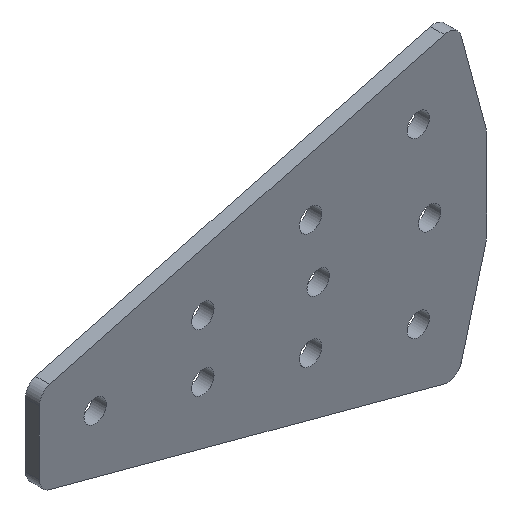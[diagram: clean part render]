
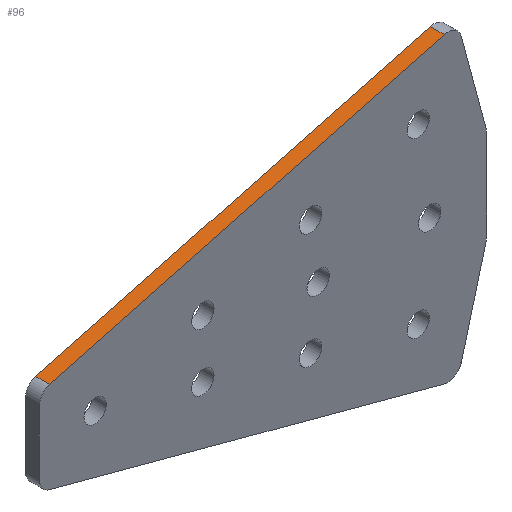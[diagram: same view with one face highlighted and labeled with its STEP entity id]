
A CAD part, isometric view. The second image highlights one B-rep face of the part: STEP entity #96.
In plain terms, the highlighted planar face has unit normal (-0.259, 0, 0.966).
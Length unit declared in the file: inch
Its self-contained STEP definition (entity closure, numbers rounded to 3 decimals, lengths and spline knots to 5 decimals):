
#42 = EDGE_CURVE ( 'NONE', #576, #514, #224, .T. ) ;
#96 = ADVANCED_FACE ( 'NONE', ( #284 ), #287, .F. ) ;
#113 = AXIS2_PLACEMENT_3D ( 'NONE', #288, #289, #292 ) ;
#130 = EDGE_CURVE ( 'NONE', #151, #514, #300, .T. ) ;
#135 = CARTESIAN_POINT ( 'NONE',  ( 3.13059, 0., 1.35648 ) ) ;
#141 = EDGE_LOOP ( 'NONE', ( #718, #720, #722, #726 ) ) ;
#151 = VERTEX_POINT ( 'NONE', #312 ) ;
#205 = CARTESIAN_POINT ( 'NONE',  ( -0.40735, 0.125, 0.40849 ) ) ;
#224 = LINE ( 'NONE', #225, #651 ) ;
#225 = CARTESIAN_POINT ( 'NONE',  ( 3.13059, 0.125, 1.35648 ) ) ;
#226 = DIRECTION ( 'NONE',  ( 0., 1., 0. ) ) ;
#251 = EDGE_CURVE ( 'NONE', #628, #576, #405, .T. ) ;
#257 = CARTESIAN_POINT ( 'NONE',  ( -0.40735, 0., 0.40849 ) ) ;
#272 = VECTOR ( 'NONE', #448, 39.37008 ) ;
#274 = VECTOR ( 'NONE', #304, 39.37008 ) ;
#284 = FACE_OUTER_BOUND ( 'NONE', #141, .T. ) ;
#287 = PLANE ( 'NONE',  #113 ) ;
#288 = CARTESIAN_POINT ( 'NONE',  ( -0.5, 0.125, 0.38366 ) ) ;
#289 = DIRECTION ( 'NONE',  ( 0.259, 0., -0.966 ) ) ;
#291 = VECTOR ( 'NONE', #411, 39.37008 ) ;
#292 = DIRECTION ( 'NONE',  ( -0.966, 0., -0.259 ) ) ;
#300 = LINE ( 'NONE', #301, #274 ) ;
#301 = CARTESIAN_POINT ( 'NONE',  ( -0.5, 0.125, 0.38366 ) ) ;
#304 = DIRECTION ( 'NONE',  ( 0.966, 0., 0.259 ) ) ;
#312 = CARTESIAN_POINT ( 'NONE',  ( -0.40735, 0.125, 0.40849 ) ) ;
#405 = LINE ( 'NONE', #407, #291 ) ;
#407 = CARTESIAN_POINT ( 'NONE',  ( -0.5, 0., 0.38366 ) ) ;
#411 = DIRECTION ( 'NONE',  ( 0.966, 0., 0.259 ) ) ;
#448 = DIRECTION ( 'NONE',  ( 0., -1., 0. ) ) ;
#514 = VERTEX_POINT ( 'NONE', #661 ) ;
#576 = VERTEX_POINT ( 'NONE', #135 ) ;
#628 = VERTEX_POINT ( 'NONE', #257 ) ;
#651 = VECTOR ( 'NONE', #226, 39.37008 ) ;
#661 = CARTESIAN_POINT ( 'NONE',  ( 3.13059, 0.125, 1.35648 ) ) ;
#718 = ORIENTED_EDGE ( 'NONE', *, *, #130, .F. ) ;
#720 = ORIENTED_EDGE ( 'NONE', *, *, #765, .T. ) ;
#722 = ORIENTED_EDGE ( 'NONE', *, *, #251, .T. ) ;
#726 = ORIENTED_EDGE ( 'NONE', *, *, #42, .T. ) ;
#759 = LINE ( 'NONE', #205, #272 ) ;
#765 = EDGE_CURVE ( 'NONE', #151, #628, #759, .T. ) ;
